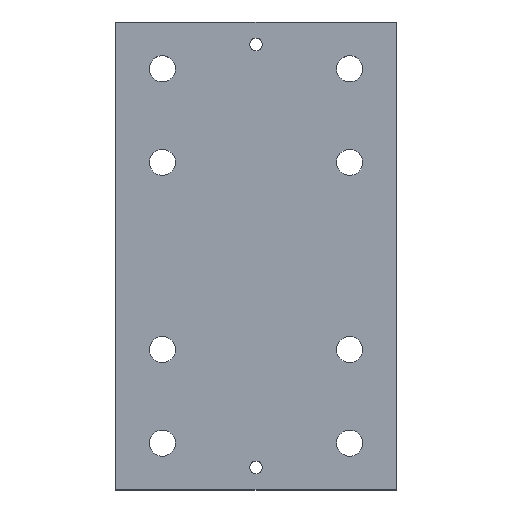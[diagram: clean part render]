
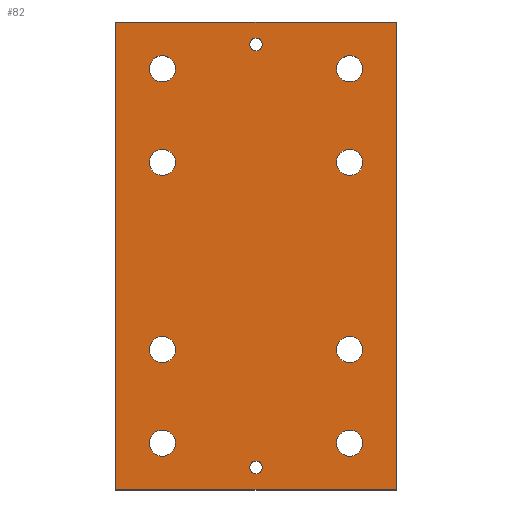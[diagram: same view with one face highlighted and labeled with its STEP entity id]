
A CAD part, top view. The second image highlights one B-rep face of the part: STEP entity #82.
In plain terms, the highlighted planar face has unit normal (0, 0, 1).
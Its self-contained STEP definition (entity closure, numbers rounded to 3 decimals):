
#82=ADVANCED_FACE('',(#181,#182,#183,#184,#185,#186,#187,#188,#189,#190,#191),#192,.T.);
#181=FACE_BOUND('',#298,.T.);
#182=FACE_BOUND('',#299,.T.);
#183=FACE_BOUND('',#300,.T.);
#184=FACE_BOUND('',#301,.T.);
#185=FACE_BOUND('',#302,.T.);
#186=FACE_BOUND('',#303,.T.);
#187=FACE_BOUND('',#304,.T.);
#188=FACE_BOUND('',#305,.T.);
#189=FACE_BOUND('',#306,.T.);
#190=FACE_BOUND('',#307,.T.);
#191=FACE_OUTER_BOUND('',#308,.T.);
#192=PLANE('',#309);
#298=EDGE_LOOP('',(#443));
#299=EDGE_LOOP('',(#444));
#300=EDGE_LOOP('',(#445));
#301=EDGE_LOOP('',(#446));
#302=EDGE_LOOP('',(#447));
#303=EDGE_LOOP('',(#448));
#304=EDGE_LOOP('',(#449));
#305=EDGE_LOOP('',(#450));
#306=EDGE_LOOP('',(#451));
#307=EDGE_LOOP('',(#452));
#308=EDGE_LOOP('',(#453,#454,#455,#456));
#309=AXIS2_PLACEMENT_3D('',#457,#458,#459);
#443=ORIENTED_EDGE('',*,*,#557,.T.);
#444=ORIENTED_EDGE('',*,*,#554,.T.);
#445=ORIENTED_EDGE('',*,*,#517,.F.);
#446=ORIENTED_EDGE('',*,*,#523,.F.);
#447=ORIENTED_EDGE('',*,*,#532,.F.);
#448=ORIENTED_EDGE('',*,*,#537,.F.);
#449=ORIENTED_EDGE('',*,*,#534,.F.);
#450=ORIENTED_EDGE('',*,*,#529,.F.);
#451=ORIENTED_EDGE('',*,*,#526,.F.);
#452=ORIENTED_EDGE('',*,*,#560,.F.);
#453=ORIENTED_EDGE('',*,*,#561,.T.);
#454=ORIENTED_EDGE('',*,*,#562,.T.);
#455=ORIENTED_EDGE('',*,*,#563,.T.);
#456=ORIENTED_EDGE('',*,*,#564,.T.);
#457=CARTESIAN_POINT('',(0.0,0.0,30.0));
#458=DIRECTION('',(0.0,0.0,1.0));
#459=DIRECTION('',(1.0,0.0,0.0));
#517=EDGE_CURVE('',#581,#581,#582,.T.);
#523=EDGE_CURVE('',#591,#591,#592,.T.);
#526=EDGE_CURVE('',#596,#596,#597,.T.);
#529=EDGE_CURVE('',#601,#601,#602,.T.);
#532=EDGE_CURVE('',#606,#606,#607,.T.);
#534=EDGE_CURVE('',#609,#609,#610,.T.);
#537=EDGE_CURVE('',#614,#614,#615,.T.);
#554=EDGE_CURVE('',#640,#640,#641,.F.);
#557=EDGE_CURVE('',#645,#645,#646,.F.);
#560=EDGE_CURVE('',#650,#650,#651,.T.);
#561=EDGE_CURVE('',#652,#653,#654,.T.);
#562=EDGE_CURVE('',#653,#655,#656,.T.);
#563=EDGE_CURVE('',#655,#657,#658,.T.);
#564=EDGE_CURVE('',#657,#652,#659,.T.);
#581=VERTEX_POINT('',#681);
#582=CIRCLE('',#682,7.0);
#591=VERTEX_POINT('',#691);
#592=CIRCLE('',#692,7.0);
#596=VERTEX_POINT('',#696);
#597=CIRCLE('',#697,7.0);
#601=VERTEX_POINT('',#701);
#602=CIRCLE('',#702,7.0);
#606=VERTEX_POINT('',#706);
#607=CIRCLE('',#707,7.0);
#609=VERTEX_POINT('',#709);
#610=CIRCLE('',#710,7.0);
#614=VERTEX_POINT('',#714);
#615=CIRCLE('',#715,7.0);
#640=VERTEX_POINT('',#740);
#641=CIRCLE('',#741,3.4);
#645=VERTEX_POINT('',#745);
#646=CIRCLE('',#746,3.4);
#650=VERTEX_POINT('',#750);
#651=CIRCLE('',#751,7.0);
#652=VERTEX_POINT('',#752);
#653=VERTEX_POINT('',#753);
#654=LINE('',#754,#755);
#655=VERTEX_POINT('',#756);
#656=LINE('',#757,#758);
#657=VERTEX_POINT('',#759);
#658=LINE('',#760,#761);
#659=LINE('',#762,#763);
#681=CARTESIAN_POINT('',(-43.0,-100.0,30.0));
#682=AXIS2_PLACEMENT_3D('',#792,#793,#794);
#691=CARTESIAN_POINT('',(57.0,-100.0,30.0));
#692=AXIS2_PLACEMENT_3D('',#804,#805,#806);
#696=CARTESIAN_POINT('',(-43.0,-50.0,30.0));
#697=AXIS2_PLACEMENT_3D('',#810,#811,#812);
#701=CARTESIAN_POINT('',(57.0,-50.0,30.0));
#702=AXIS2_PLACEMENT_3D('',#816,#817,#818);
#706=CARTESIAN_POINT('',(57.0,50.0,30.0));
#707=AXIS2_PLACEMENT_3D('',#822,#823,#824);
#709=CARTESIAN_POINT('',(57.0,100.0,30.0));
#710=AXIS2_PLACEMENT_3D('',#825,#826,#827);
#714=CARTESIAN_POINT('',(-43.0,50.0,30.0));
#715=AXIS2_PLACEMENT_3D('',#831,#832,#833);
#740=CARTESIAN_POINT('',(3.4,113.0,30.0));
#741=AXIS2_PLACEMENT_3D('',#858,#859,#860);
#745=CARTESIAN_POINT('',(3.4,-113.0,30.0));
#746=AXIS2_PLACEMENT_3D('',#864,#865,#866);
#750=CARTESIAN_POINT('',(-43.0,100.0,30.0));
#751=AXIS2_PLACEMENT_3D('',#870,#871,#872);
#752=CARTESIAN_POINT('',(75.0,125.0,30.0));
#753=CARTESIAN_POINT('',(-75.0,125.0,30.0));
#754=CARTESIAN_POINT('',(0.0,125.0,30.0));
#755=VECTOR('',#873,1.0);
#756=CARTESIAN_POINT('',(-75.0,-125.0,30.0));
#757=CARTESIAN_POINT('',(-75.0,0.0,30.0));
#758=VECTOR('',#874,1.0);
#759=CARTESIAN_POINT('',(75.0,-125.0,30.0));
#760=CARTESIAN_POINT('',(0.0,-125.0,30.0));
#761=VECTOR('',#875,1.0);
#762=CARTESIAN_POINT('',(75.0,0.0,30.0));
#763=VECTOR('',#876,1.0);
#792=CARTESIAN_POINT('',(-50.0,-100.0,30.0));
#793=DIRECTION('',(0.0,0.0,1.0));
#794=DIRECTION('',(1.0,0.0,0.0));
#804=CARTESIAN_POINT('',(50.0,-100.0,30.0));
#805=DIRECTION('',(0.0,0.0,1.0));
#806=DIRECTION('',(1.0,0.0,0.0));
#810=CARTESIAN_POINT('',(-50.0,-50.0,30.0));
#811=DIRECTION('',(0.0,0.0,1.0));
#812=DIRECTION('',(1.0,0.0,0.0));
#816=CARTESIAN_POINT('',(50.0,-50.0,30.0));
#817=DIRECTION('',(0.0,0.0,1.0));
#818=DIRECTION('',(1.0,0.0,0.0));
#822=CARTESIAN_POINT('',(50.0,50.0,30.0));
#823=DIRECTION('',(0.0,0.0,1.0));
#824=DIRECTION('',(1.0,0.0,0.0));
#825=CARTESIAN_POINT('',(50.0,100.0,30.0));
#826=DIRECTION('',(0.0,0.0,1.0));
#827=DIRECTION('',(1.0,0.0,0.0));
#831=CARTESIAN_POINT('',(-50.0,50.0,30.0));
#832=DIRECTION('',(0.0,0.0,1.0));
#833=DIRECTION('',(1.0,0.0,0.0));
#858=CARTESIAN_POINT('',(0.,113.0,30.0));
#859=DIRECTION('',(0.0,0.0,1.0));
#860=DIRECTION('',(1.0,0.0,0.0));
#864=CARTESIAN_POINT('',(0.,-113.0,30.0));
#865=DIRECTION('',(0.0,0.0,1.0));
#866=DIRECTION('',(1.0,0.0,0.0));
#870=CARTESIAN_POINT('',(-50.0,100.0,30.0));
#871=DIRECTION('',(0.0,0.0,1.0));
#872=DIRECTION('',(1.0,0.0,0.0));
#873=DIRECTION('',(-1.0,0.,0.0));
#874=DIRECTION('',(0.,-1.0,0.0));
#875=DIRECTION('',(1.0,0.,0.0));
#876=DIRECTION('',(0.,1.0,0.0));
